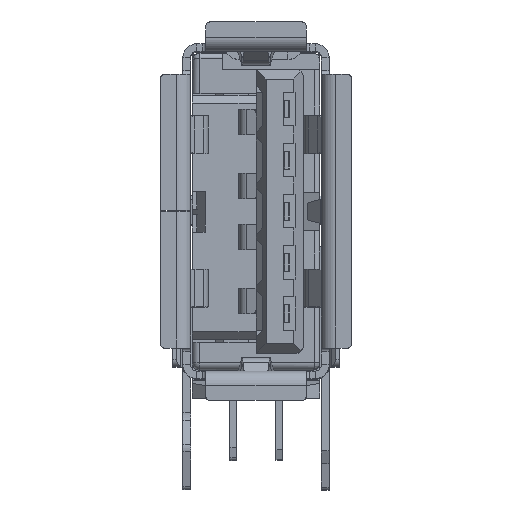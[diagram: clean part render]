
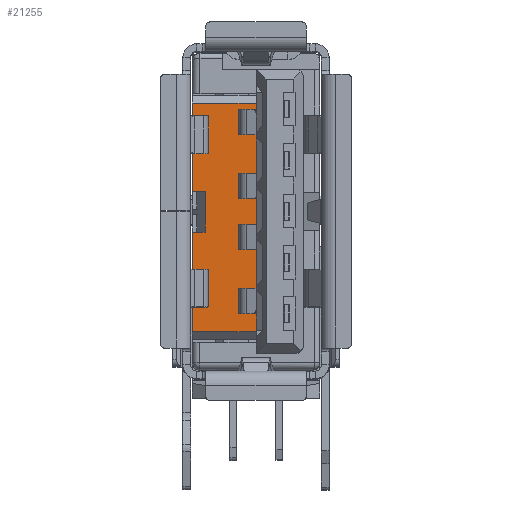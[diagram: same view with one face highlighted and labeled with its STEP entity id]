
A CAD part, top view. The second image highlights one B-rep face of the part: STEP entity #21255.
In plain terms, the highlighted planar face has unit normal (0, 0, 1).
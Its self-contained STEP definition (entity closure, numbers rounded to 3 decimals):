
#65=DIRECTION('',(0.,-1.,0.));
#66=VECTOR('',#65,0.075);
#67=CARTESIAN_POINT('',(2.51,2.75,-10.15));
#68=LINE('',#67,#66);
#161=DIRECTION('',(0.,-1.,0.));
#162=VECTOR('',#161,8.8);
#163=CARTESIAN_POINT('',(2.51,11.55,-10.15));
#164=LINE('',#163,#162);
#189=DIRECTION('',(0.,-1.,0.));
#190=VECTOR('',#189,0.075);
#191=CARTESIAN_POINT('',(2.51,2.675,-10.15));
#192=LINE('',#191,#190);
#5066=DIRECTION('',(0.,1.,0.));
#5067=VECTOR('',#5066,3.45);
#5068=CARTESIAN_POINT('',(0.01,8.1,-10.15));
#5069=LINE('',#5068,#5067);
#5070=DIRECTION('',(0.,1.,0.));
#5071=VECTOR('',#5070,3.9);
#5072=CARTESIAN_POINT('',(0.01,2.6,-10.15));
#5073=LINE('',#5072,#5071);
#5448=DIRECTION('',(1.,0.,0.));
#5449=VECTOR('',#5448,2.5);
#5450=CARTESIAN_POINT('',(0.01,11.55,-10.15));
#5451=LINE('',#5450,#5449);
#5456=DIRECTION('',(-1.,0.,0.));
#5457=VECTOR('',#5456,2.5);
#5458=CARTESIAN_POINT('',(2.51,2.6,-10.15));
#5459=LINE('',#5458,#5457);
#5548=DIRECTION('',(-1.,0.,0.));
#5549=VECTOR('',#5548,0.5);
#5550=CARTESIAN_POINT('',(0.51,6.5,-10.15));
#5551=LINE('',#5550,#5549);
#5788=DIRECTION('',(0.,1.,0.));
#5789=VECTOR('',#5788,1.6);
#5790=CARTESIAN_POINT('',(0.51,6.5,-10.15));
#5791=LINE('',#5790,#5789);
#5840=DIRECTION('',(1.,0.,0.));
#5841=VECTOR('',#5840,0.5);
#5842=CARTESIAN_POINT('',(0.01,8.1,-10.15));
#5843=LINE('',#5842,#5841);
#11087=CARTESIAN_POINT('',(0.01,11.55,-10.15));
#11088=CARTESIAN_POINT('',(2.51,11.55,-10.15));
#11089=VERTEX_POINT('',#11087);
#11090=VERTEX_POINT('',#11088);
#11091=CARTESIAN_POINT('',(0.01,8.1,-10.15));
#11092=VERTEX_POINT('',#11091);
#11093=CARTESIAN_POINT('',(0.51,8.1,-10.15));
#11094=VERTEX_POINT('',#11093);
#11095=CARTESIAN_POINT('',(0.51,6.5,-10.15));
#11096=VERTEX_POINT('',#11095);
#11097=CARTESIAN_POINT('',(0.01,6.5,-10.15));
#11098=VERTEX_POINT('',#11097);
#11099=CARTESIAN_POINT('',(0.01,2.6,-10.15));
#11100=VERTEX_POINT('',#11099);
#11101=CARTESIAN_POINT('',(2.51,2.75,-10.15));
#11102=VERTEX_POINT('',#11101);
#13212=CARTESIAN_POINT('',(2.51,2.675,-10.15));
#13213=CARTESIAN_POINT('',(2.51,2.6,-10.15));
#13214=VERTEX_POINT('',#13212);
#13215=VERTEX_POINT('',#13213);
#21234=CARTESIAN_POINT('',(1.26,7.075,-10.15));
#21235=DIRECTION('',(0.,0.,1.));
#21236=DIRECTION('',(-1.,0.,0.));
#21237=AXIS2_PLACEMENT_3D('',#21234,#21235,#21236);
#21238=PLANE('',#21237);
#21239=ORIENTED_EDGE('',*,*,#13877,.T.);
#21241=ORIENTED_EDGE('',*,*,#21240,.T.);
#21242=ORIENTED_EDGE('',*,*,#20656,.T.);
#21244=ORIENTED_EDGE('',*,*,#21243,.F.);
#21246=ORIENTED_EDGE('',*,*,#21245,.T.);
#21248=ORIENTED_EDGE('',*,*,#21247,.F.);
#21249=ORIENTED_EDGE('',*,*,#20645,.T.);
#21250=ORIENTED_EDGE('',*,*,#21229,.T.);
#21251=ORIENTED_EDGE('',*,*,#13789,.T.);
#21252=ORIENTED_EDGE('',*,*,#13582,.T.);
#21253=EDGE_LOOP('',(#21239,#21241,#21242,#21244,#21246,#21248,#21249,#21250,
#21251,#21252));
#21254=FACE_OUTER_BOUND('',#21253,.F.);
#13582=EDGE_CURVE('',#11102,#13214,#68,.T.);
#13789=EDGE_CURVE('',#11090,#11102,#164,.T.);
#13877=EDGE_CURVE('',#13214,#13215,#192,.T.);
#20645=EDGE_CURVE('',#11092,#11089,#5069,.T.);
#20656=EDGE_CURVE('',#11100,#11098,#5073,.T.);
#21229=EDGE_CURVE('',#11089,#11090,#5451,.T.);
#21240=EDGE_CURVE('',#13215,#11100,#5459,.T.);
#21243=EDGE_CURVE('',#11096,#11098,#5551,.T.);
#21245=EDGE_CURVE('',#11096,#11094,#5791,.T.);
#21247=EDGE_CURVE('',#11092,#11094,#5843,.T.);
#21255=ADVANCED_FACE('',(#21254),#21238,.T.);
